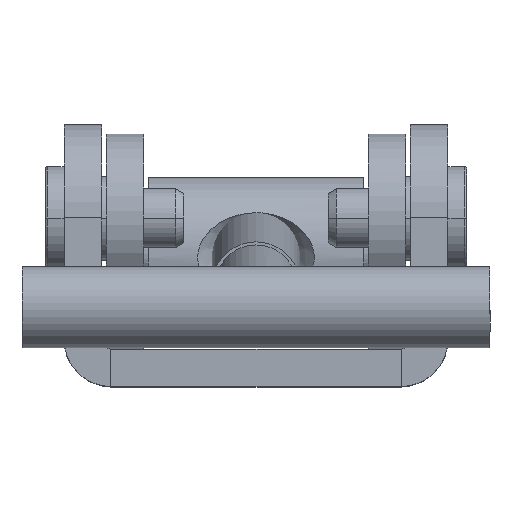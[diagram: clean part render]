
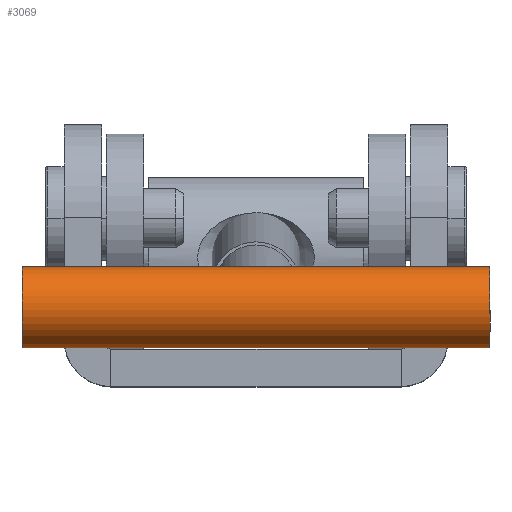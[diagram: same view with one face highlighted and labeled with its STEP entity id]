
A CAD part, top view. The second image highlights one B-rep face of the part: STEP entity #3069.
In plain terms, the highlighted cylindrical face has radius 2.18 mm (diameter 4.36 mm), a partial arc.
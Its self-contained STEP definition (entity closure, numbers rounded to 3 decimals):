
#40 = DIRECTION ( 'NONE',  ( 1., 0., 0. ) ) ;
#72 = AXIS2_PLACEMENT_3D ( 'NONE', #3208, #3488, #3198 ) ;
#82 = EDGE_CURVE ( 'NONE', #3432, #3357, #2096, .T. ) ;
#209 = CARTESIAN_POINT ( 'NONE',  ( -2.18, 46.5, 0. ) ) ;
#346 = EDGE_CURVE ( 'NONE', #3357, #1032, #1591, .T. ) ;
#372 = CARTESIAN_POINT ( 'NONE',  ( -2.18, 46.5, -12.5 ) ) ;
#470 = EDGE_LOOP ( 'NONE', ( #3741, #3449, #605, #3650, #659, #934 ) ) ;
#471 = DIRECTION ( 'NONE',  ( 0., 0., 1. ) ) ;
#507 = AXIS2_PLACEMENT_3D ( 'NONE', #2345, #752, #2318 ) ;
#540 = CARTESIAN_POINT ( 'NONE',  ( 2.18, 46.5, -12.5 ) ) ;
#605 = ORIENTED_EDGE ( 'NONE', *, *, #346, .T. ) ;
#625 = EDGE_CURVE ( 'NONE', #2392, #1032, #3141, .T. ) ;
#659 = ORIENTED_EDGE ( 'NONE', *, *, #3534, .F. ) ;
#752 = DIRECTION ( 'NONE',  ( 0., 0., 1. ) ) ;
#798 = VERTEX_POINT ( 'NONE', #1942 ) ;
#934 = ORIENTED_EDGE ( 'NONE', *, *, #2695, .F. ) ;
#1032 = VERTEX_POINT ( 'NONE', #2502 ) ;
#1065 = CARTESIAN_POINT ( 'NONE',  ( 2.18, 46.5, -12.5 ) ) ;
#1071 = CARTESIAN_POINT ( 'NONE',  ( -2.18, 46.5, -12.5 ) ) ;
#1307 = FACE_OUTER_BOUND ( 'NONE', #470, .T. ) ;
#1414 = LINE ( 'NONE', #540, #3602 ) ;
#1591 = LINE ( 'NONE', #3206, #2171 ) ;
#1648 = CARTESIAN_POINT ( 'NONE',  ( 2.18, 46.5, 0. ) ) ;
#1755 = DIRECTION ( 'NONE',  ( 0., 0., 1. ) ) ;
#1771 = DIRECTION ( 'NONE',  ( 0., 0., 1. ) ) ;
#1942 = CARTESIAN_POINT ( 'NONE',  ( 2.18, 46.5, -12.5 ) ) ;
#2096 = LINE ( 'NONE', #372, #2226 ) ;
#2171 = VECTOR ( 'NONE', #1755, 1000. ) ;
#2226 = VECTOR ( 'NONE', #471, 1000. ) ;
#2238 = LINE ( 'NONE', #1065, #2839 ) ;
#2318 = DIRECTION ( 'NONE',  ( 1., 0., 0. ) ) ;
#2345 = CARTESIAN_POINT ( 'NONE',  ( 0., 46.5, 12.5 ) ) ;
#2392 = VERTEX_POINT ( 'NONE', #3440 ) ;
#2502 = CARTESIAN_POINT ( 'NONE',  ( -2.18, 46.5, 12.5 ) ) ;
#2576 = DIRECTION ( 'NONE',  ( 0., 0., 1. ) ) ;
#2622 = AXIS2_PLACEMENT_3D ( 'NONE', #3507, #1771, #40 ) ;
#2695 = EDGE_CURVE ( 'NONE', #798, #2703, #2238, .T. ) ;
#2703 = VERTEX_POINT ( 'NONE', #1648 ) ;
#2752 = CYLINDRICAL_SURFACE ( 'NONE', #72, 2.18 ) ;
#2839 = VECTOR ( 'NONE', #3098, 1000. ) ;
#2923 = EDGE_CURVE ( 'NONE', #798, #3432, #3742, .T. ) ;
#3069 = ADVANCED_FACE ( 'NONE', ( #1307 ), #2752, .T. ) ;
#3098 = DIRECTION ( 'NONE',  ( 0., 0., 1. ) ) ;
#3141 = CIRCLE ( 'NONE', #507, 2.18 ) ;
#3198 = DIRECTION ( 'NONE',  ( 1., 0., 0. ) ) ;
#3206 = CARTESIAN_POINT ( 'NONE',  ( -2.18, 46.5, -12.5 ) ) ;
#3208 = CARTESIAN_POINT ( 'NONE',  ( 0., 46.5, -12.5 ) ) ;
#3357 = VERTEX_POINT ( 'NONE', #209 ) ;
#3432 = VERTEX_POINT ( 'NONE', #1071 ) ;
#3440 = CARTESIAN_POINT ( 'NONE',  ( 2.18, 46.5, 12.5 ) ) ;
#3449 = ORIENTED_EDGE ( 'NONE', *, *, #82, .T. ) ;
#3488 = DIRECTION ( 'NONE',  ( 0., 0., 1. ) ) ;
#3507 = CARTESIAN_POINT ( 'NONE',  ( 0., 46.5, -12.5 ) ) ;
#3534 = EDGE_CURVE ( 'NONE', #2703, #2392, #1414, .T. ) ;
#3602 = VECTOR ( 'NONE', #2576, 1000. ) ;
#3650 = ORIENTED_EDGE ( 'NONE', *, *, #625, .F. ) ;
#3741 = ORIENTED_EDGE ( 'NONE', *, *, #2923, .T. ) ;
#3742 = CIRCLE ( 'NONE', #2622, 2.18 ) ;
